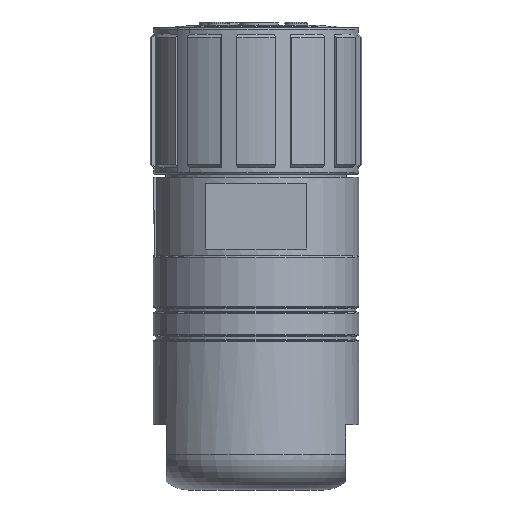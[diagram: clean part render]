
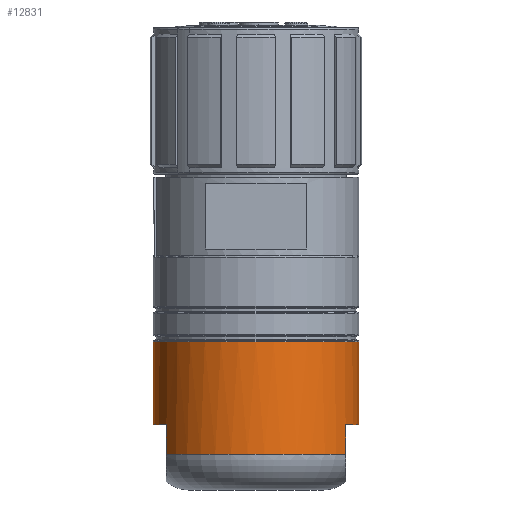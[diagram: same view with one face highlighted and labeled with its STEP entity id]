
A CAD part, left-side view. The second image highlights one B-rep face of the part: STEP entity #12831.
In plain terms, the highlighted cylindrical face has radius 31.5 mm (diameter 63 mm), a partial arc.
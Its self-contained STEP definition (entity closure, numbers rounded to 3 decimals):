
#2781=CARTESIAN_POINT('',(0.,0.,-96.895));
#2782=DIRECTION('',(0.,0.,1.));
#2783=DIRECTION('',(0.,1.,0.));
#2784=AXIS2_PLACEMENT_3D('',#2781,#2782,#2783);
#2791=DIRECTION('',(0.,0.,-1.));
#2792=VECTOR('',#2791,25.555);
#2793=CARTESIAN_POINT('',(0.,-31.5,-96.895));
#2794=LINE('',#2793,#2792);
#2795=DIRECTION('',(0.,0.,-1.));
#2796=VECTOR('',#2795,25.555);
#2797=CARTESIAN_POINT('',(0.,31.5,-96.895));
#2798=LINE('',#2797,#2796);
#2808=CARTESIAN_POINT('',(0.,0.,-122.45));
#2809=DIRECTION('',(0.,0.,1.));
#2810=DIRECTION('',(0.,1.,0.));
#2811=AXIS2_PLACEMENT_3D('',#2808,#2809,#2810);
#2835=DIRECTION('',(0.,0.,1.));
#2836=VECTOR('',#2835,9.);
#2837=CARTESIAN_POINT('',(-15.362,27.5,-131.45));
#2838=LINE('',#2837,#2836);
#2857=CARTESIAN_POINT('',(-15.362,27.5,-131.45));
#2873=CARTESIAN_POINT('',(0.,0.,-131.45));
#2874=DIRECTION('',(0.,0.,-1.));
#2875=DIRECTION('',(-0.488,-0.873,0.));
#2876=AXIS2_PLACEMENT_3D('',#2873,#2874,#2875);
#2892=CARTESIAN_POINT('',(-15.362,-27.5,-131.45));
#2953=DIRECTION('',(0.,0.,1.));
#2954=VECTOR('',#2953,9.);
#2955=CARTESIAN_POINT('',(-15.362,-27.5,-131.45));
#2956=LINE('',#2955,#2954);
#2975=CARTESIAN_POINT('',(0.,0.,-122.45));
#2976=DIRECTION('',(0.,0.,1.));
#2977=DIRECTION('',(-0.488,-0.873,0.));
#2978=AXIS2_PLACEMENT_3D('',#2975,#2976,#2977);
#7728=VERTEX_POINT('',#2892);
#7729=VERTEX_POINT('',#2857);
#7730=CARTESIAN_POINT('',(0.,-31.5,-122.45));
#7732=VERTEX_POINT('',#7730);
#7735=CARTESIAN_POINT('',(0.,31.5,-122.45));
#7737=VERTEX_POINT('',#7735);
#7738=CARTESIAN_POINT('',(-15.362,27.5,-122.45));
#7739=VERTEX_POINT('',#7738);
#7740=CARTESIAN_POINT('',(-15.362,-27.5,-122.45));
#7741=VERTEX_POINT('',#7740);
#7778=CARTESIAN_POINT('',(0.,31.5,-96.895));
#7779=CARTESIAN_POINT('',(0.,-31.5,-96.895));
#7780=VERTEX_POINT('',#7778);
#7781=VERTEX_POINT('',#7779);
#12809=CARTESIAN_POINT('',(0.,0.,-146.05));
#12810=DIRECTION('',(0.,0.,1.));
#12811=DIRECTION('',(0.,1.,0.));
#12812=AXIS2_PLACEMENT_3D('',#12809,#12810,#12811);
#12813=CYLINDRICAL_SURFACE('',#12812,31.5);
#12814=ORIENTED_EDGE('',*,*,#12791,.T.);
#12816=ORIENTED_EDGE('',*,*,#12815,.T.);
#12818=ORIENTED_EDGE('',*,*,#12817,.F.);
#12820=ORIENTED_EDGE('',*,*,#12819,.F.);
#12822=ORIENTED_EDGE('',*,*,#12821,.T.);
#12824=ORIENTED_EDGE('',*,*,#12823,.T.);
#12826=ORIENTED_EDGE('',*,*,#12825,.F.);
#12828=ORIENTED_EDGE('',*,*,#12827,.F.);
#12829=EDGE_LOOP('',(#12814,#12816,#12818,#12820,#12822,#12824,#12826,#12828));
#12830=FACE_OUTER_BOUND('',#12829,.F.);
#2785=CIRCLE('',#2784,31.5);
#2812=CIRCLE('',#2811,31.5);
#2877=CIRCLE('',#2876,31.5);
#2979=CIRCLE('',#2978,31.5);
#12791=EDGE_CURVE('',#7780,#7781,#2785,.T.);
#12815=EDGE_CURVE('',#7781,#7732,#2794,.T.);
#12817=EDGE_CURVE('',#7741,#7732,#2979,.T.);
#12819=EDGE_CURVE('',#7728,#7741,#2956,.T.);
#12821=EDGE_CURVE('',#7728,#7729,#2877,.T.);
#12823=EDGE_CURVE('',#7729,#7739,#2838,.T.);
#12825=EDGE_CURVE('',#7737,#7739,#2812,.T.);
#12827=EDGE_CURVE('',#7780,#7737,#2798,.T.);
#12831=ADVANCED_FACE('',(#12830),#12813,.T.);
